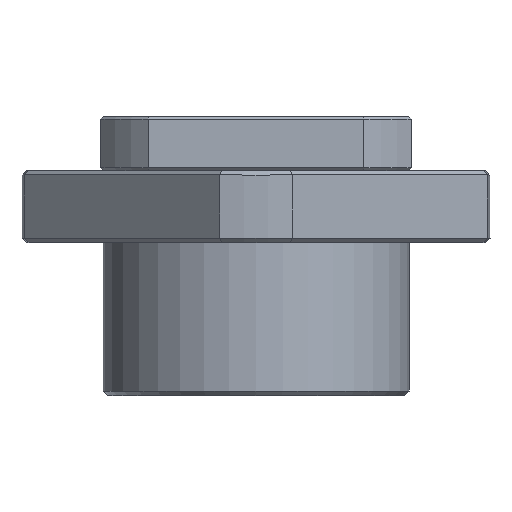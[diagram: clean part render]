
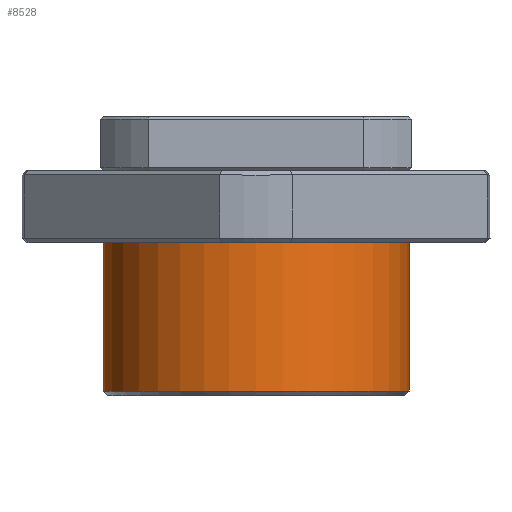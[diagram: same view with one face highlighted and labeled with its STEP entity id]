
A CAD part, front view. The second image highlights one B-rep face of the part: STEP entity #8528.
In plain terms, the highlighted cylindrical face has radius 17 mm (diameter 34 mm), a partial arc.
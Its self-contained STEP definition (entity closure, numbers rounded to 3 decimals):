
#231 = CIRCLE ( 'NONE', #3990, 17. ) ;
#1889 = ORIENTED_EDGE ( 'NONE', *, *, #12614, .T. ) ;
#2653 = VECTOR ( 'NONE', #16688, 1000. ) ;
#3990 = AXIS2_PLACEMENT_3D ( 'NONE', #8855, #15493, #5340 ) ;
#4090 = EDGE_CURVE ( 'NONE', #15396, #15428, #4436, .T. ) ;
#4436 = CIRCLE ( 'NONE', #9865, 17. ) ;
#5340 = DIRECTION ( 'NONE',  ( -1., 0., 0. ) ) ;
#5843 = CARTESIAN_POINT ( 'NONE',  ( -17., 0., 17. ) ) ;
#6708 = LINE ( 'NONE', #5843, #16163 ) ;
#7133 = EDGE_CURVE ( 'NONE', #15297, #15428, #6708, .T. ) ;
#8528 = ADVANCED_FACE ( 'NONE', ( #13399 ), #13006, .T. ) ;
#8647 = ORIENTED_EDGE ( 'NONE', *, *, #4090, .F. ) ;
#8855 = CARTESIAN_POINT ( 'NONE',  ( 0., 0., 17. ) ) ;
#9865 = AXIS2_PLACEMENT_3D ( 'NONE', #10383, #10361, #10346 ) ;
#10346 = DIRECTION ( 'NONE',  ( -1., 0., 0. ) ) ;
#10361 = DIRECTION ( 'NONE',  ( 0., 0., -1. ) ) ;
#10383 = CARTESIAN_POINT ( 'NONE',  ( 0., 0., 0.5 ) ) ;
#10744 = ORIENTED_EDGE ( 'NONE', *, *, #7133, .T. ) ;
#11508 = CARTESIAN_POINT ( 'NONE',  ( -17., 0., 0.5 ) ) ;
#11909 = CARTESIAN_POINT ( 'NONE',  ( 17., 0., 0.5 ) ) ;
#12614 = EDGE_CURVE ( 'NONE', #15352, #15297, #231, .T. ) ;
#12873 = CARTESIAN_POINT ( 'NONE',  ( 17., 0., 17. ) ) ;
#12916 = AXIS2_PLACEMENT_3D ( 'NONE', #17197, #17182, #17177 ) ;
#13006 = CYLINDRICAL_SURFACE ( 'NONE', #12916, 17. ) ;
#13399 = FACE_OUTER_BOUND ( 'NONE', #14449, .T. ) ;
#13512 = DIRECTION ( 'NONE',  ( 0., 0., -1. ) ) ;
#14449 = EDGE_LOOP ( 'NONE', ( #14615, #1889, #10744, #8647 ) ) ;
#14615 = ORIENTED_EDGE ( 'NONE', *, *, #15273, .F. ) ;
#15273 = EDGE_CURVE ( 'NONE', #15352, #15396, #16719, .T. ) ;
#15275 = CARTESIAN_POINT ( 'NONE',  ( -17., 0., 17. ) ) ;
#15297 = VERTEX_POINT ( 'NONE', #15275 ) ;
#15352 = VERTEX_POINT ( 'NONE', #12873 ) ;
#15396 = VERTEX_POINT ( 'NONE', #11909 ) ;
#15428 = VERTEX_POINT ( 'NONE', #11508 ) ;
#15493 = DIRECTION ( 'NONE',  ( 0., 0., -1. ) ) ;
#16163 = VECTOR ( 'NONE', #13512, 1000. ) ;
#16688 = DIRECTION ( 'NONE',  ( 0., 0., -1. ) ) ;
#16705 = CARTESIAN_POINT ( 'NONE',  ( 17., 0., 17. ) ) ;
#16719 = LINE ( 'NONE', #16705, #2653 ) ;
#17177 = DIRECTION ( 'NONE',  ( -1., 0., 0. ) ) ;
#17182 = DIRECTION ( 'NONE',  ( 0., 0., -1. ) ) ;
#17197 = CARTESIAN_POINT ( 'NONE',  ( 0., 0., 17. ) ) ;
